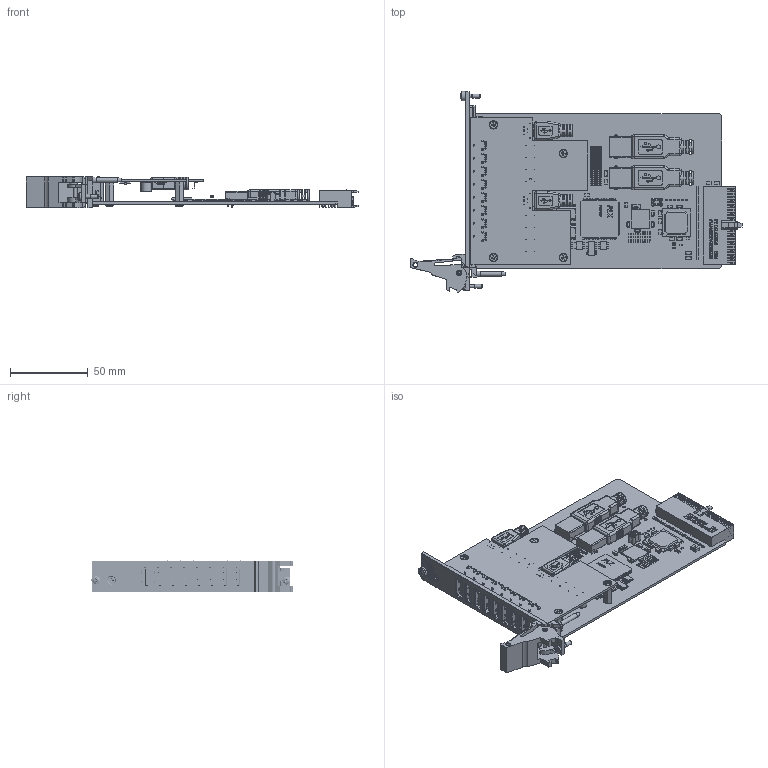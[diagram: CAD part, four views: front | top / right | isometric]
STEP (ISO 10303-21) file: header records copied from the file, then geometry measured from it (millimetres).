
FILE_DESCRIPTION (( 'STEP AP214' ), '1' );
FILE_NAME ('40-738-001 PXI USB DATA HUB.STEP', '2013-09-05T13:41:29', ( 'admin' ), ( '' ), 'SwSTEP 2.0', 'SolidWorks 2012', '' );
FILE_SCHEMA (( 'AUTOMOTIVE_DESIGN' ));
Length unit declared in the file: millimetre
Products named in the file (1): 40-738-001 PXI USB DATA HUB
Bounding box: 214.01 x 129.67 x 20.49 mm (x, y, z)
Surface area: 80520.5 mm2 (no closed solid volume)
Topology: 0 solids, 832 shells, 4733 faces, 21052 edges, 16704 vertices
Faces by surface type: plane 3549, cylinder 986, bspline 106, torus 61, cone 27, sphere 4
Full cylindrical faces by diameter (mm): 0.3 x15, 0.5 x1, 0.6 x110, 0.632 x8, 0.8 x14, 0.92 x5, 1 x15, 1.016 x4, 1.02 x6, 1.999 x1, 2 x8, 2.05 x1, 2.3 x4, 2.5 x3, 2.7 x1, 2.8 x1, 3 x3, 3.665 x1, 4.35 x1, 4.7 x5, 4.85 x6, 5 x6, 5.3 x1, 5.9 x1, 6 x1, 6.8 x1, 8 x4
Entity records: 271173 total; most frequent: CARTESIAN_POINT 56346, DIRECTION 32136, ORIENTED_EDGE 27423, EDGE_CURVE 20616, VERTEX_POINT 16557, LINE 15818, VECTOR 15818, AXIS2_PLACEMENT_3D 8159
